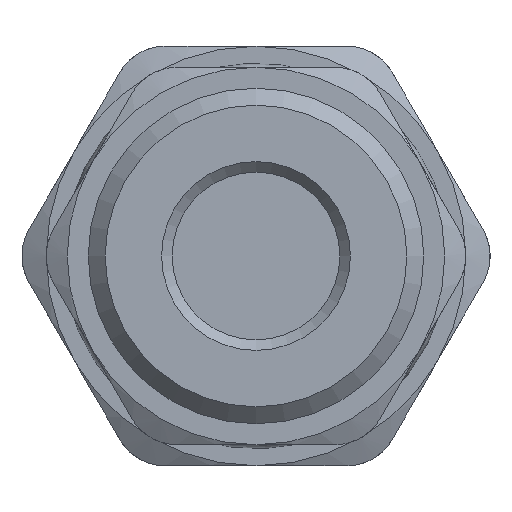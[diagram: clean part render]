
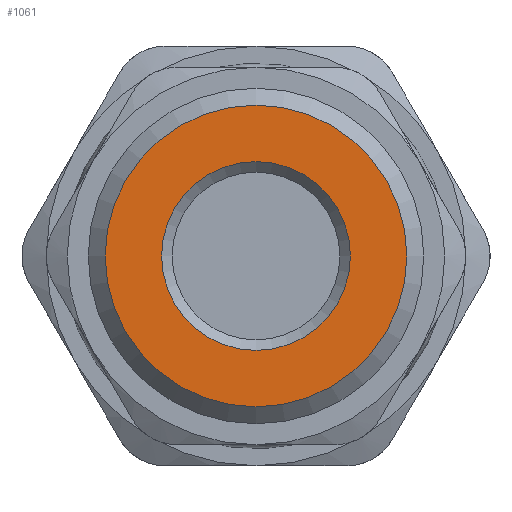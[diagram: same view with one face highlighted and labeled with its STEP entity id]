
A CAD part, front view. The second image highlights one B-rep face of the part: STEP entity #1061.
In plain terms, the highlighted planar face has unit normal (0, -1, 0).
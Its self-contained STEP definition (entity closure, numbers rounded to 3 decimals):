
#219=FACE_BOUND('',#327,.T.);
#257=FACE_OUTER_BOUND('',#326,.T.);
#326=EDGE_LOOP('',(#826));
#327=EDGE_LOOP('',(#827));
#384=CIRCLE('',#1175,7.19);
#385=CIRCLE('',#1178,4.5);
#459=VERTEX_POINT('',#2008);
#460=VERTEX_POINT('',#2014);
#585=EDGE_CURVE('',#459,#459,#384,.T.);
#587=EDGE_CURVE('',#460,#460,#385,.T.);
#826=ORIENTED_EDGE('',*,*,#585,.F.);
#827=ORIENTED_EDGE('',*,*,#587,.F.);
#958=PLANE('',#1177);
#1061=ADVANCED_FACE('',(#257,#219),#958,.T.);
#1175=AXIS2_PLACEMENT_3D('',#2010,#1367,#1368);
#1177=AXIS2_PLACEMENT_3D('',#2013,#1372,#1373);
#1178=AXIS2_PLACEMENT_3D('',#2015,#1374,#1375);
#1367=DIRECTION('center_axis',(0.,1.,0.));
#1368=DIRECTION('ref_axis',(1.,0.,0.));
#1372=DIRECTION('center_axis',(0.,-1.,0.));
#1373=DIRECTION('ref_axis',(0.,0.,-1.));
#1374=DIRECTION('center_axis',(0.,-1.,0.));
#1375=DIRECTION('ref_axis',(1.,0.,0.));
#2008=CARTESIAN_POINT('',(-13.749,-8.236,0.));
#2010=CARTESIAN_POINT('Origin',(-6.559,-8.236,0.));
#2013=CARTESIAN_POINT('Origin',(-14.559,-8.236,0.));
#2014=CARTESIAN_POINT('',(-11.059,-8.236,0.));
#2015=CARTESIAN_POINT('Origin',(-6.559,-8.236,0.));
